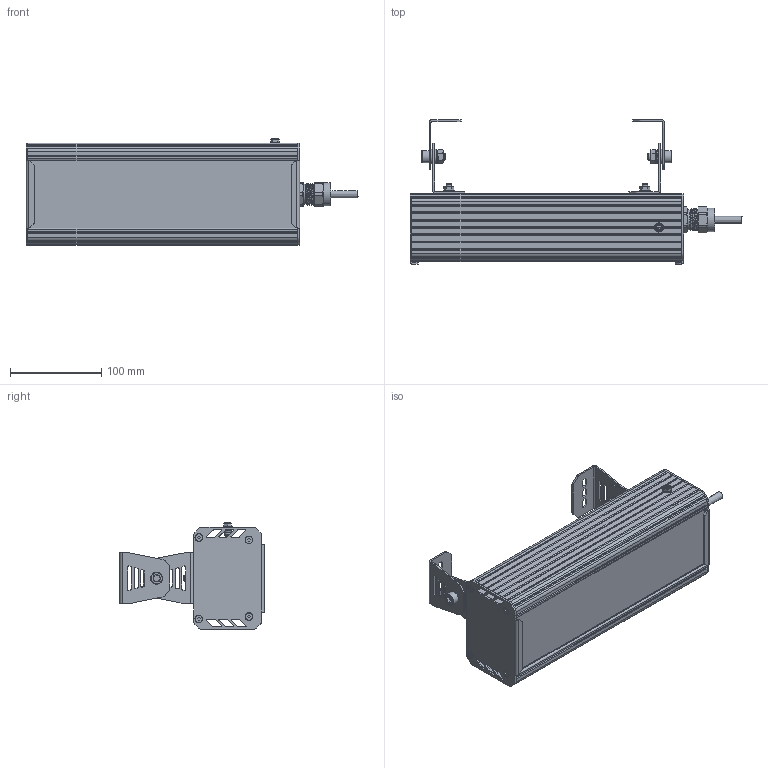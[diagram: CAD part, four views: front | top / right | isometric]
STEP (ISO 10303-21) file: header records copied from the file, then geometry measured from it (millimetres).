
FILE_DESCRIPTION(('STEP AP214'), '1');
FILE_NAME('001.0090.10.000 - ÃÑÏ-Ïðèìà-2Åõ-40', '2024-04-02T05:55:33', ('Åâãåíèé'), ('ÎÊÁ Ñâîé Ñòèëü'), 'C3D Converter', 'C3D Toolkit', '');
FILE_SCHEMA(('AUTOMOTIVE_DESIGN { 1 0 10303 214 3 1 1}'));
Length unit declared in the file: millimetre
Products named in the file (36): 001.0090.10.000; 001.0065.01.000
Assembly tree (60 placements, depth 3):
  001.0090.10.000
    (unnamed)
      (unnamed)  x4
      (unnamed)  x4
      (unnamed)
      (unnamed)
      (unnamed)
      (unnamed)
      (unnamed)
      (unnamed)
      (unnamed)
      (unnamed)
      (unnamed)
      (unnamed)
    (unnamed)  x4
      (unnamed)
      (unnamed)
      (unnamed)
      (unnamed)
      (unnamed)
      (unnamed)
      (unnamed)
      (unnamed)
      (unnamed)
    (unnamed)
      (unnamed)
    001.0065.01.000  x2
      (unnamed)
      (unnamed)
      (unnamed)
      (unnamed)
      (unnamed)
      (unnamed)
      (unnamed)
      (unnamed)
      (unnamed)
Bounding box: 364 x 158.42 x 117.15 mm (x, y, z)
Volume: 623050.8 mm3; surface area: 546440.1 mm2
Topology: 176 solids, 176 shells, 2453 faces, 6001 edges, 3980 vertices
Faces by surface type: plane 1527, cylinder 730, cone 145, bspline 35, sphere 12, torus 4
Full cylindrical faces by diameter (mm): 1 x12, 2 x8, 2.5 x16, 2.8 x100, 3.2 x12, 3.5 x20, 4 x9, 5 x3, 6 x5, 6.375 x2, 7 x2, 8 x12, 8.5 x8, 10 x1, 12 x2, 12.5 x1, 13 x1, 13.333 x2, 16 x5, 17 x1, 18 x1, 18.5 x1, 19 x1, 20 x1, 21.5 x1, 22 x2, 25.5 x1
Entity records: 87579 total; most frequent: CARTESIAN_POINT 38655, DIRECTION 7358, ORIENTED_EDGE 6062, EDGE_CURVE 3031, AXIS2_PLACEMENT_3D 2728, COLOUR_RGB 2367, PRESENTATION_STYLE_ASSIGNMENT 2367, VERTEX_POINT 2069
